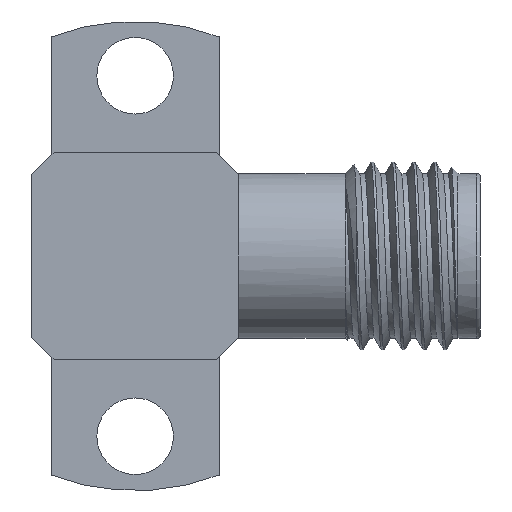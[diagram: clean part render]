
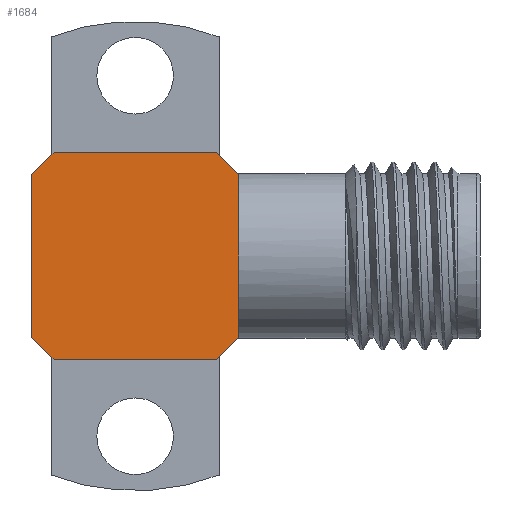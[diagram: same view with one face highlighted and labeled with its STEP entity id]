
A CAD part, left-side view. The second image highlights one B-rep face of the part: STEP entity #1684.
In plain terms, the highlighted planar face has unit normal (-1, 0, 0).
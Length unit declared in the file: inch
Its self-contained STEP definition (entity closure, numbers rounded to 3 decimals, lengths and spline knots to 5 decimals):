
#19 = ORIENTED_EDGE ( 'NONE', *, *, #1894, .F. ) ;
#89 = CARTESIAN_POINT ( 'NONE',  ( -0.125, -0.138, 0.108 ) ) ;
#123 = DIRECTION ( 'NONE',  ( 0., -0.707, 0.707 ) ) ;
#190 = CARTESIAN_POINT ( 'NONE',  ( -0.125, 0.138, -0.138 ) ) ;
#220 = PLANE ( 'NONE',  #3195 ) ;
#254 = CARTESIAN_POINT ( 'NONE',  ( -0.125, -0.138, -0.138 ) ) ;
#284 = LINE ( 'NONE', #2885, #477 ) ;
#295 = CARTESIAN_POINT ( 'NONE',  ( -0.125, -0.138, -0.138 ) ) ;
#355 = ORIENTED_EDGE ( 'NONE', *, *, #2188, .T. ) ;
#444 = LINE ( 'NONE', #295, #2232 ) ;
#472 = CARTESIAN_POINT ( 'NONE',  ( -0.125, 0.123, 0.123 ) ) ;
#477 = VECTOR ( 'NONE', #1107, 39.37008 ) ;
#496 = LINE ( 'NONE', #695, #2402 ) ;
#513 = CARTESIAN_POINT ( 'NONE',  ( -0.125, 0.123, -0.123 ) ) ;
#585 = VERTEX_POINT ( 'NONE', #89 ) ;
#655 = EDGE_CURVE ( 'NONE', #1722, #1633, #1398, .T. ) ;
#695 = CARTESIAN_POINT ( 'NONE',  ( -0.125, -0.123, 0.123 ) ) ;
#700 = CARTESIAN_POINT ( 'NONE',  ( -0.125, -0.138, -0.108 ) ) ;
#781 = ORIENTED_EDGE ( 'NONE', *, *, #983, .T. ) ;
#940 = ORIENTED_EDGE ( 'NONE', *, *, #1003, .F. ) ;
#983 = EDGE_CURVE ( 'NONE', #2408, #1075, #3294, .T. ) ;
#1003 = EDGE_CURVE ( 'NONE', #1214, #1075, #2006, .T. ) ;
#1075 = VERTEX_POINT ( 'NONE', #3028 ) ;
#1107 = DIRECTION ( 'NONE',  ( 0., 1., 0. ) ) ;
#1159 = ORIENTED_EDGE ( 'NONE', *, *, #2257, .T. ) ;
#1213 = CARTESIAN_POINT ( 'NONE',  ( -0.125, 0.138, -0.108 ) ) ;
#1214 = VERTEX_POINT ( 'NONE', #1213 ) ;
#1301 = LINE ( 'NONE', #513, #2123 ) ;
#1340 = CARTESIAN_POINT ( 'NONE',  ( -0.125, 0.108, 0.138 ) ) ;
#1398 = LINE ( 'NONE', #2416, #1803 ) ;
#1435 = VECTOR ( 'NONE', #1769, 39.37008 ) ;
#1633 = VERTEX_POINT ( 'NONE', #700 ) ;
#1684 = ADVANCED_FACE ( 'NONE', ( #2016 ), #220, .T. ) ;
#1708 = DIRECTION ( 'NONE',  ( 0., 0.707, 0.707 ) ) ;
#1722 = VERTEX_POINT ( 'NONE', #3271 ) ;
#1769 = DIRECTION ( 'NONE',  ( 0., 0., 1. ) ) ;
#1803 = VECTOR ( 'NONE', #123, 39.37008 ) ;
#1833 = EDGE_CURVE ( 'NONE', #585, #2207, #496, .T. ) ;
#1894 = EDGE_CURVE ( 'NONE', #1722, #2768, #444, .T. ) ;
#2000 = CARTESIAN_POINT ( 'NONE',  ( -0.125, -0.108, 0.138 ) ) ;
#2006 = LINE ( 'NONE', #190, #1435 ) ;
#2016 = FACE_OUTER_BOUND ( 'NONE', #2676, .T. ) ;
#2080 = DIRECTION ( 'NONE',  ( 0., 1., 0. ) ) ;
#2123 = VECTOR ( 'NONE', #2314, 39.37008 ) ;
#2188 = EDGE_CURVE ( 'NONE', #1633, #585, #2770, .T. ) ;
#2207 = VERTEX_POINT ( 'NONE', #2000 ) ;
#2232 = VECTOR ( 'NONE', #2080, 39.37008 ) ;
#2257 = EDGE_CURVE ( 'NONE', #2207, #2408, #284, .T. ) ;
#2260 = CARTESIAN_POINT ( 'NONE',  ( -0.125, 0.108, -0.138 ) ) ;
#2314 = DIRECTION ( 'NONE',  ( 0., -0.707, -0.707 ) ) ;
#2344 = VECTOR ( 'NONE', #3289, 39.37008 ) ;
#2402 = VECTOR ( 'NONE', #1708, 39.37008 ) ;
#2408 = VERTEX_POINT ( 'NONE', #1340 ) ;
#2416 = CARTESIAN_POINT ( 'NONE',  ( -0.125, -0.123, -0.123 ) ) ;
#2488 = DIRECTION ( 'NONE',  ( 0., 1., 0. ) ) ;
#2676 = EDGE_LOOP ( 'NONE', ( #940, #2988, #19, #2852, #355, #2836, #1159, #781 ) ) ;
#2728 = DIRECTION ( 'NONE',  ( 0., 0.707, -0.707 ) ) ;
#2736 = DIRECTION ( 'NONE',  ( -1., 0., 0. ) ) ;
#2768 = VERTEX_POINT ( 'NONE', #2260 ) ;
#2770 = LINE ( 'NONE', #254, #2344 ) ;
#2836 = ORIENTED_EDGE ( 'NONE', *, *, #1833, .T. ) ;
#2852 = ORIENTED_EDGE ( 'NONE', *, *, #655, .T. ) ;
#2872 = VECTOR ( 'NONE', #2728, 39.37008 ) ;
#2885 = CARTESIAN_POINT ( 'NONE',  ( -0.125, -0.138, 0.138 ) ) ;
#2912 = EDGE_CURVE ( 'NONE', #1214, #2768, #1301, .T. ) ;
#2973 = CARTESIAN_POINT ( 'NONE',  ( -0.125, 0., 0. ) ) ;
#2988 = ORIENTED_EDGE ( 'NONE', *, *, #2912, .T. ) ;
#3028 = CARTESIAN_POINT ( 'NONE',  ( -0.125, 0.138, 0.108 ) ) ;
#3195 = AXIS2_PLACEMENT_3D ( 'NONE', #2973, #2736, #2488 ) ;
#3271 = CARTESIAN_POINT ( 'NONE',  ( -0.125, -0.108, -0.138 ) ) ;
#3289 = DIRECTION ( 'NONE',  ( 0., 0., 1. ) ) ;
#3294 = LINE ( 'NONE', #472, #2872 ) ;
